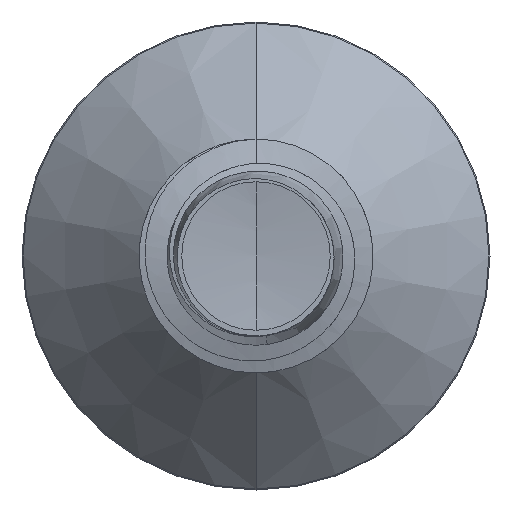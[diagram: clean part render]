
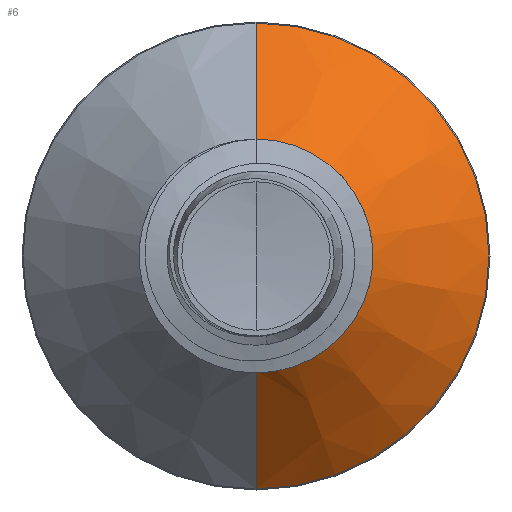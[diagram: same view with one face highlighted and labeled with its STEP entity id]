
A CAD part, front view. The second image highlights one B-rep face of the part: STEP entity #6.
In plain terms, the highlighted conical face has half-angle 45 degrees and reference radius 1.08 mm.
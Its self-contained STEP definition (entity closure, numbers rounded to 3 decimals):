
#6 = ADVANCED_FACE ( 'NONE', ( #9369 ), #7157, .T. ) ;
#660 = ORIENTED_EDGE ( 'NONE', *, *, #817, .F. ) ;
#715 = CARTESIAN_POINT ( 'NONE',  ( 0., 1.53, 0. ) ) ;
#758 = CARTESIAN_POINT ( 'NONE',  ( 0., 1.53, 1.08 ) ) ;
#771 = VECTOR ( 'NONE', #7584, 1000. ) ;
#817 = EDGE_CURVE ( 'NONE', #4810, #8841, #995, .T. ) ;
#834 = CARTESIAN_POINT ( 'NONE',  ( 0., 1.53, -1.08 ) ) ;
#961 = VECTOR ( 'NONE', #5164, 1000. ) ;
#995 = LINE ( 'NONE', #758, #771 ) ;
#1249 = CARTESIAN_POINT ( 'NONE',  ( 0., 2.64, 0. ) ) ;
#1332 = EDGE_LOOP ( 'NONE', ( #4413, #2468, #6223, #660 ) ) ;
#1508 = DIRECTION ( 'NONE',  ( 0., 0., 1. ) ) ;
#2034 = DIRECTION ( 'NONE',  ( 0., 0., 1. ) ) ;
#2063 = CIRCLE ( 'NONE', #6401, 1.08 ) ;
#2468 = ORIENTED_EDGE ( 'NONE', *, *, #9428, .T. ) ;
#2795 = AXIS2_PLACEMENT_3D ( 'NONE', #3921, #7050, #4315 ) ;
#3859 = EDGE_CURVE ( 'NONE', #8841, #4958, #3963, .T. ) ;
#3921 = CARTESIAN_POINT ( 'NONE',  ( 0., 1.53, 0. ) ) ;
#3963 = CIRCLE ( 'NONE', #5263, 2.19 ) ;
#4294 = LINE ( 'NONE', #8186, #961 ) ;
#4315 = DIRECTION ( 'NONE',  ( 0., 0., 1. ) ) ;
#4413 = ORIENTED_EDGE ( 'NONE', *, *, #9499, .T. ) ;
#4792 = CARTESIAN_POINT ( 'NONE',  ( 0., 2.64, 2.19 ) ) ;
#4810 = VERTEX_POINT ( 'NONE', #7954 ) ;
#4958 = VERTEX_POINT ( 'NONE', #8325 ) ;
#5164 = DIRECTION ( 'NONE',  ( 0., 0.707, -0.707 ) ) ;
#5263 = AXIS2_PLACEMENT_3D ( 'NONE', #1249, #6536, #2034 ) ;
#6025 = DIRECTION ( 'NONE',  ( 0., 1., 0. ) ) ;
#6223 = ORIENTED_EDGE ( 'NONE', *, *, #3859, .F. ) ;
#6401 = AXIS2_PLACEMENT_3D ( 'NONE', #715, #6025, #1508 ) ;
#6536 = DIRECTION ( 'NONE',  ( 0., 1., 0. ) ) ;
#7050 = DIRECTION ( 'NONE',  ( 0., 1., 0. ) ) ;
#7157 = CONICAL_SURFACE ( 'NONE', #2795, 1.08, 0.785 ) ;
#7584 = DIRECTION ( 'NONE',  ( 0., 0.707, 0.707 ) ) ;
#7661 = VERTEX_POINT ( 'NONE', #834 ) ;
#7954 = CARTESIAN_POINT ( 'NONE',  ( 0., 1.53, 1.08 ) ) ;
#8186 = CARTESIAN_POINT ( 'NONE',  ( 0., 1.53, -1.08 ) ) ;
#8325 = CARTESIAN_POINT ( 'NONE',  ( 0., 2.64, -2.19 ) ) ;
#8841 = VERTEX_POINT ( 'NONE', #4792 ) ;
#9369 = FACE_OUTER_BOUND ( 'NONE', #1332, .T. ) ;
#9428 = EDGE_CURVE ( 'NONE', #7661, #4958, #4294, .T. ) ;
#9499 = EDGE_CURVE ( 'NONE', #4810, #7661, #2063, .T. ) ;
